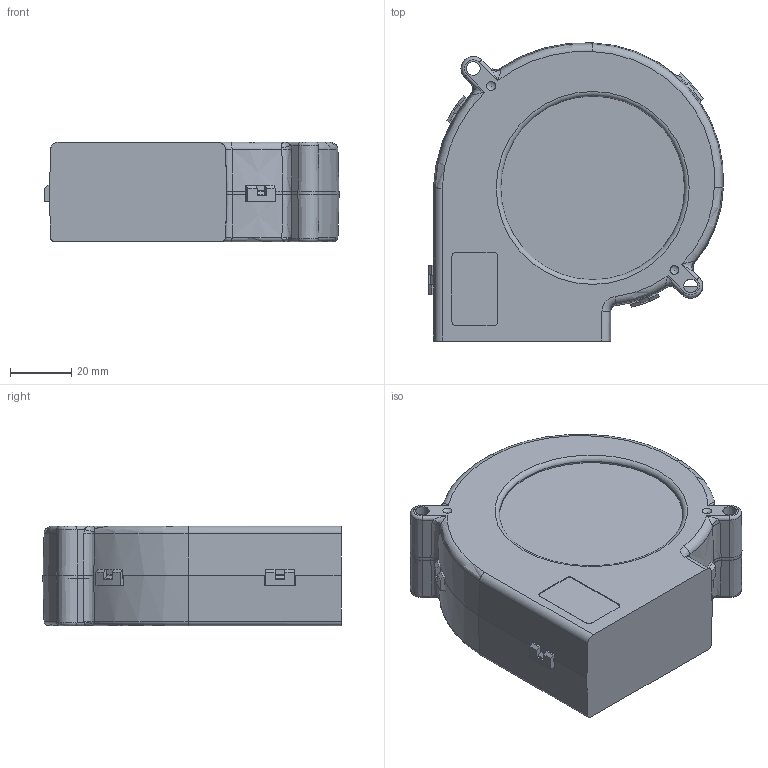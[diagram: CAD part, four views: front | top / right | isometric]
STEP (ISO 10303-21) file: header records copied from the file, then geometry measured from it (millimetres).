
FILE_DESCRIPTION(/* description */ (''),/* implementation_level */ '2;1');
FILE_NAME(/* name */ 'HB-9733',/* time_stamp */ '2022-02-26T11:31:34+08:00',/* author */ (''),/* organization */ (''),/* preprocessor_version */ 'ST-DEVELOPER v9',/* originating_system */ 'UGS - NX 4.0',/* authorisation */ '');
FILE_SCHEMA (('CONFIG_CONTROL_DESIGN'));
Length unit declared in the file: millimetre
Products named in the file (1): 5303E306w684
Bounding box: 96.13 x 97.43 x 32.5 mm (x, y, z)
Volume: 235429.8 mm3; surface area: 28377.5 mm2
Topology: 1 solids, 1 shells, 394 faces, 1050 edges, 646 vertices
Faces by surface type: plane 154, cylinder 97, torus 56, cone 55, bspline 28, sphere 4
Full cylindrical faces by diameter (mm): 5.001 x2, 6.2 x2, 60 x1
Entity records: 13238 total; most frequent: CARTESIAN_POINT 3612, ORIENTED_EDGE 2040, DIRECTION 1999, EDGE_CURVE 1020, AXIS2_PLACEMENT_3D 789, VERTEX_POINT 638, EDGE_LOOP 424, LINE 421
